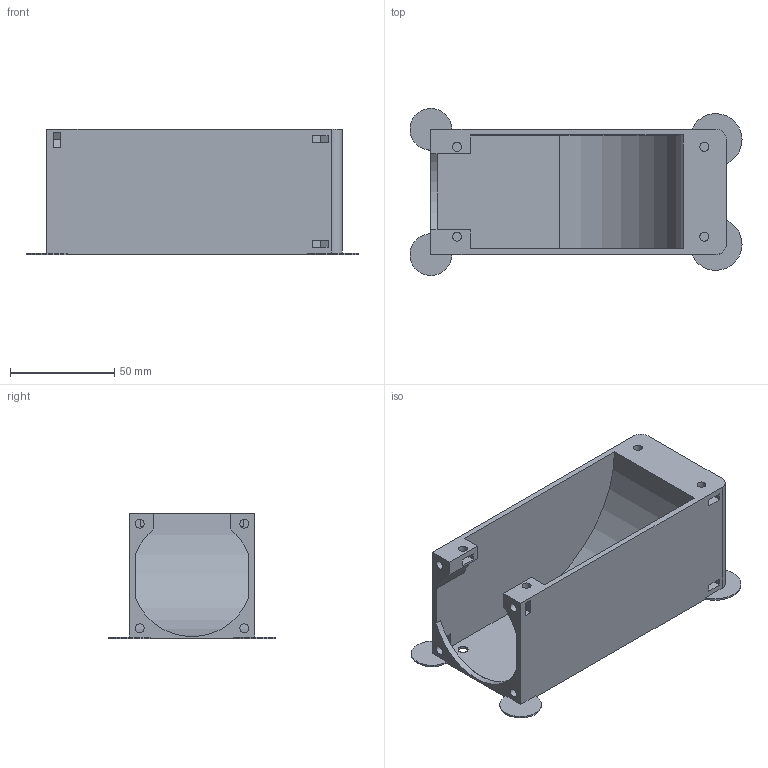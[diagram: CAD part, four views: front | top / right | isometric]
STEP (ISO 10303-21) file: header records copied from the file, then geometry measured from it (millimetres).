
FILE_DESCRIPTION(/* description */ (''),/* implementation_level */ '2;1');
FILE_NAME(/* name */ 'mount.step',/* time_stamp */ '2022-10-08T19:14:31+08:00',/* author */ (''),/* organization */ (''),/* preprocessor_version */ 'ST-DEVELOPER v19',/* originating_system */ 'Autodesk Translation Framework v11.7.0.108',/* authorisation */ '');
FILE_SCHEMA (('AUTOMOTIVE_DESIGN { 1 0 10303 214 3 1 1 }'));
Length unit declared in the file: millimetre
Products named in the file (1): mount
Bounding box: 158.9 x 80 x 60 mm (x, y, z)
Volume: 164611.1 mm3; surface area: 57574 mm2
Topology: 1 solids, 1 shells, 103 faces, 266 edges, 177 vertices
Faces by surface type: plane 77, cylinder 26
Full cylindrical faces by diameter (mm): 4.2 x6, 4.3 x6, 4.8 x4
Entity records: 3206 total; most frequent: CARTESIAN_POINT 547, ORIENTED_EDGE 532, DIRECTION 527, EDGE_CURVE 266, LINE 213, VECTOR 213, VERTEX_POINT 177, AXIS2_PLACEMENT_3D 157
